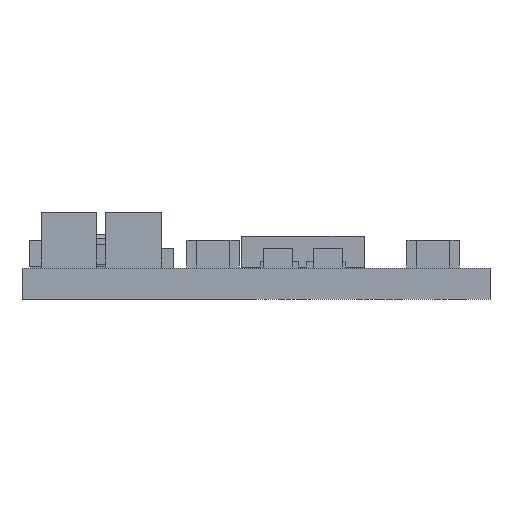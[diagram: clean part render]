
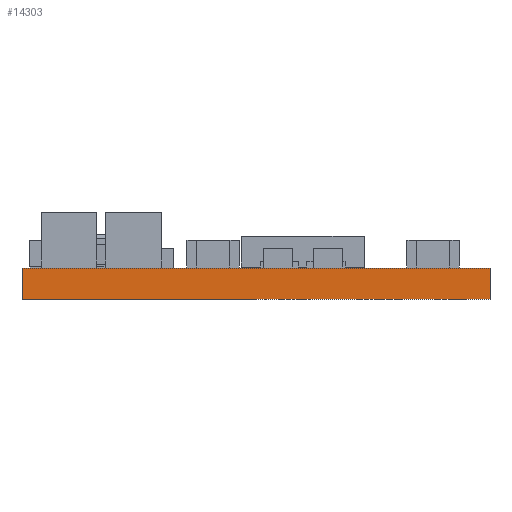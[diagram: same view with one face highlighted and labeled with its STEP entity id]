
A CAD part, left-side view. The second image highlights one B-rep face of the part: STEP entity #14303.
In plain terms, the highlighted planar face has unit normal (-1, 0, 0).
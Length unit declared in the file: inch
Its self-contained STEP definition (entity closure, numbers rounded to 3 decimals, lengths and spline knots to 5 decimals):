
#303 = EDGE_CURVE ( 'NONE', #40002, #5965, #28953, .T. ) ;
#1477 = ORIENTED_EDGE ( 'NONE', *, *, #303, .F. ) ;
#2182 = CARTESIAN_POINT ( 'NONE',  ( 0., 0.6, 0.04 ) ) ;
#3740 = CARTESIAN_POINT ( 'NONE',  ( 0., 0., 0. ) ) ;
#3922 = ORIENTED_EDGE ( 'NONE', *, *, #4616, .T. ) ;
#4276 = LINE ( 'NONE', #41579, #41412 ) ;
#4616 = EDGE_CURVE ( 'NONE', #40002, #13165, #17819, .T. ) ;
#4993 = EDGE_LOOP ( 'NONE', ( #33149, #44341, #1477, #3922 ) ) ;
#5042 = VERTEX_POINT ( 'NONE', #3740 ) ;
#5848 = DIRECTION ( 'NONE',  ( 0., 0., -1. ) ) ;
#5965 = VERTEX_POINT ( 'NONE', #36936 ) ;
#6836 = DIRECTION ( 'NONE',  ( 0., 0., -1. ) ) ;
#8245 = VECTOR ( 'NONE', #5848, 39.37008 ) ;
#10465 = PLANE ( 'NONE',  #28494 ) ;
#13165 = VERTEX_POINT ( 'NONE', #21895 ) ;
#14303 = ADVANCED_FACE ( 'NONE', ( #43840 ), #10465, .F. ) ;
#14405 = DIRECTION ( 'NONE',  ( 0., -1., 0. ) ) ;
#16490 = CARTESIAN_POINT ( 'NONE',  ( 0., 0.6, 0.04 ) ) ;
#17013 = EDGE_CURVE ( 'NONE', #5965, #5042, #25327, .T. ) ;
#17819 = LINE ( 'NONE', #29203, #8245 ) ;
#18388 = VECTOR ( 'NONE', #6836, 39.37008 ) ;
#21895 = CARTESIAN_POINT ( 'NONE',  ( 0., 0.6, 0. ) ) ;
#22852 = DIRECTION ( 'NONE',  ( 0., 0., -1. ) ) ;
#25327 = LINE ( 'NONE', #40214, #18388 ) ;
#26676 = DIRECTION ( 'NONE',  ( 0., -1., 0. ) ) ;
#28494 = AXIS2_PLACEMENT_3D ( 'NONE', #16490, #35185, #22852 ) ;
#28953 = LINE ( 'NONE', #2182, #34403 ) ;
#29203 = CARTESIAN_POINT ( 'NONE',  ( 0., 0.6, 0.04 ) ) ;
#33149 = ORIENTED_EDGE ( 'NONE', *, *, #40045, .T. ) ;
#34403 = VECTOR ( 'NONE', #14405, 39.37008 ) ;
#35185 = DIRECTION ( 'NONE',  ( 1., 0., 0. ) ) ;
#36936 = CARTESIAN_POINT ( 'NONE',  ( 0., 0., 0.04 ) ) ;
#40002 = VERTEX_POINT ( 'NONE', #40129 ) ;
#40045 = EDGE_CURVE ( 'NONE', #13165, #5042, #4276, .T. ) ;
#40129 = CARTESIAN_POINT ( 'NONE',  ( 0., 0.6, 0.04 ) ) ;
#40214 = CARTESIAN_POINT ( 'NONE',  ( 0., 0., 0.04 ) ) ;
#41412 = VECTOR ( 'NONE', #26676, 39.37008 ) ;
#41579 = CARTESIAN_POINT ( 'NONE',  ( 0., 0.6, 0. ) ) ;
#43840 = FACE_OUTER_BOUND ( 'NONE', #4993, .T. ) ;
#44341 = ORIENTED_EDGE ( 'NONE', *, *, #17013, .F. ) ;
